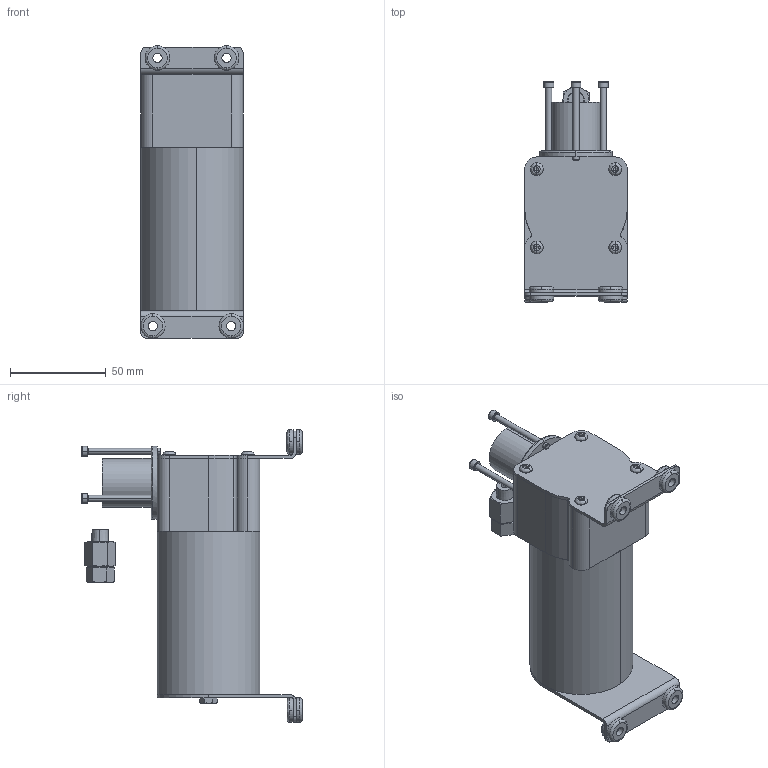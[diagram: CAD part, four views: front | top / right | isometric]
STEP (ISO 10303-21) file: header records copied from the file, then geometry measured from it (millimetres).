
FILE_DESCRIPTION (( 'STEP AP214' ), '1' );
FILE_NAME ('am-2005 Pneumatic_Compressor_VIAIR_00090.STEP', '2017-02-15T14:55:22', ( '' ), ( '' ), 'SwSTEP 2.0', 'SolidWorks 2017', '' );
FILE_SCHEMA (( 'AUTOMOTIVE_DESIGN' ));
Length unit declared in the file: inch
Products named in the file (12): Pneumatics_VIAIR_Fitting_01; Pneumatic_VIAIR_Fitting; Pneumatics_VIAIR_0090_04; Pneumatics_VIAIR_00090_03; Pneumatics_VIAIR_0090_02; Pneumatics_VIAIR_0090_01; am-2005 Pneumatic_Compressor_VIAIR_00090; Pneumatic_VIAIAR_00090_05; Indented Large Hex Head Machine Screw - Inch 8-32 UNC - 1.25; Hexagon Socket Button Head Cap Screw - Inch 6 - 32 x 1_4; Hexagon Socket Head Cap Screw - Inch No. 5 - 40 UNC - 1 1_2; Pneumatics_VIAIR_00090_02
Assembly tree (20 placements, depth 2):
  am-2005 Pneumatic_Compressor_VIAIR_00090
    Pneumatics_VIAIR_0090_01
    Pneumatics_VIAIR_0090_02
    Pneumatics_VIAIR_00090_03
    Pneumatics_VIAIR_0090_04
    Pneumatic_VIAIR_Fitting
    Pneumatics_VIAIR_Fitting_01
    Pneumatics_VIAIR_00090_02
    Hexagon Socket Head Cap Screw - Inch No. 5 - 40 UNC - 1 1_2  x3
    Hexagon Socket Button Head Cap Screw - Inch 6 - 32 x 1_4  x4
    Indented Large Hex Head Machine Screw - Inch 8-32 UNC - 1.25  x2
    Pneumatic_VIAIAR_00090_05  x4
Bounding box: 53.65 x 115.09 x 152.71 mm (x, y, z)
Volume: 337062.9 mm3; surface area: 61804.6 mm2
Topology: 19 solids, 19 shells, 388 faces, 945 edges, 609 vertices
Faces by surface type: plane 146, cylinder 132, cone 64, bspline 46
Entity records: 49764 total; most frequent: CARTESIAN_POINT 21858, ORIENTED_EDGE 4180, DIRECTION 2103, EDGE_CURVE 2091, VERTEX_POINT 1291, B_SPLINE_CURVE_WITH_KNOTS 1226, EDGE_LOOP 899, UNCERTAINTY_MEASURE_WITH_UNIT 878
